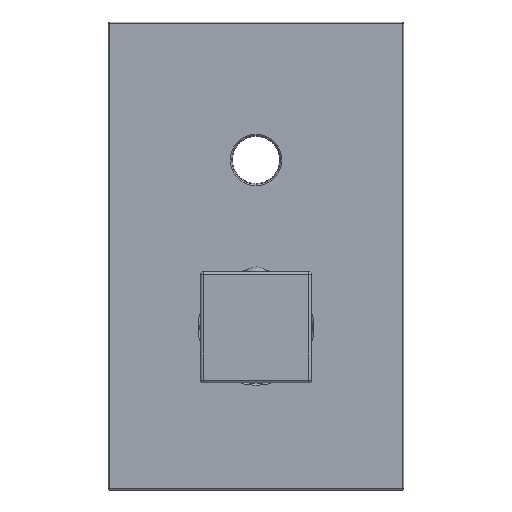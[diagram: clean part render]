
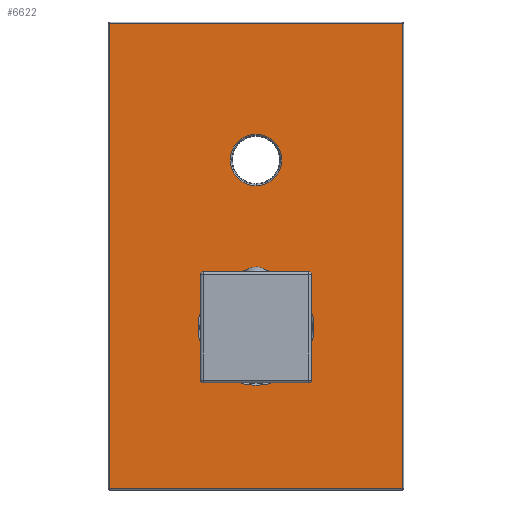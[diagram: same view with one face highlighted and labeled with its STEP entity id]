
A CAD part, top view. The second image highlights one B-rep face of the part: STEP entity #6622.
In plain terms, the highlighted planar face has unit normal (0, 0, 1).
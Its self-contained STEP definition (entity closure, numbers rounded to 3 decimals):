
#5408=DIRECTION('',(-1.,0.,0.));
#5409=VECTOR('',#5408,119.);
#5410=CARTESIAN_POINT('',(59.5,123.5,-2.));
#5411=LINE('',#5410,#5409);
#5412=DIRECTION('',(0.,1.,0.));
#5413=VECTOR('',#5412,189.);
#5414=CARTESIAN_POINT('',(59.5,-65.5,-2.));
#5415=LINE('',#5414,#5413);
#5416=DIRECTION('',(1.,0.,0.));
#5417=VECTOR('',#5416,119.);
#5418=CARTESIAN_POINT('',(-59.5,-65.5,-2.));
#5419=LINE('',#5418,#5417);
#5420=DIRECTION('',(0.,-1.,0.));
#5421=VECTOR('',#5420,189.);
#5422=CARTESIAN_POINT('',(-59.5,123.5,-2.));
#5423=LINE('',#5422,#5421);
#5424=CARTESIAN_POINT('',(0.,0.,-2.));
#5425=DIRECTION('',(0.,0.,-1.));
#5426=DIRECTION('',(1.,0.,0.));
#5427=AXIS2_PLACEMENT_3D('',#5424,#5425,#5426);
#5429=CARTESIAN_POINT('',(0.,0.,-2.));
#5430=DIRECTION('',(0.,0.,-1.));
#5431=DIRECTION('',(-1.,0.,0.));
#5432=AXIS2_PLACEMENT_3D('',#5429,#5430,#5431);
#5434=CARTESIAN_POINT('',(0.,68.,-2.));
#5435=DIRECTION('',(0.,0.,-1.));
#5436=DIRECTION('',(-1.,0.,0.));
#5437=AXIS2_PLACEMENT_3D('',#5434,#5435,#5436);
#5439=CARTESIAN_POINT('',(0.,68.,-2.));
#5440=DIRECTION('',(0.,0.,-1.));
#5441=DIRECTION('',(1.,0.,0.));
#5442=AXIS2_PLACEMENT_3D('',#5439,#5440,#5441);
#6239=CARTESIAN_POINT('',(59.5,123.5,-2.));
#6240=CARTESIAN_POINT('',(-59.5,123.5,-2.));
#6241=VERTEX_POINT('',#6239);
#6242=VERTEX_POINT('',#6240);
#6247=CARTESIAN_POINT('',(-59.5,-65.5,-2.));
#6248=VERTEX_POINT('',#6247);
#6253=CARTESIAN_POINT('',(59.5,-65.5,-2.));
#6254=VERTEX_POINT('',#6253);
#6259=CARTESIAN_POINT('',(23.5,0.,-2.));
#6260=CARTESIAN_POINT('',(-23.5,0.,-2.));
#6261=VERTEX_POINT('',#6259);
#6262=VERTEX_POINT('',#6260);
#6267=CARTESIAN_POINT('',(-10.5,68.,-2.));
#6268=CARTESIAN_POINT('',(10.5,68.,-2.));
#6269=VERTEX_POINT('',#6267);
#6270=VERTEX_POINT('',#6268);
#6596=CARTESIAN_POINT('',(0.,29.,-2.));
#6597=DIRECTION('',(0.,0.,1.));
#6598=DIRECTION('',(1.,0.,0.));
#6599=AXIS2_PLACEMENT_3D('',#6596,#6597,#6598);
#6600=PLANE('',#6599);
#6602=ORIENTED_EDGE('',*,*,#6601,.F.);
#6604=ORIENTED_EDGE('',*,*,#6603,.F.);
#6606=ORIENTED_EDGE('',*,*,#6605,.F.);
#6608=ORIENTED_EDGE('',*,*,#6607,.F.);
#6609=EDGE_LOOP('',(#6602,#6604,#6606,#6608));
#6610=FACE_OUTER_BOUND('',#6609,.F.);
#6612=ORIENTED_EDGE('',*,*,#6611,.F.);
#6614=ORIENTED_EDGE('',*,*,#6613,.F.);
#6615=EDGE_LOOP('',(#6612,#6614));
#6616=FACE_BOUND('',#6615,.F.);
#6618=ORIENTED_EDGE('',*,*,#6617,.F.);
#6619=ORIENTED_EDGE('',*,*,#6579,.F.);
#6620=EDGE_LOOP('',(#6618,#6619));
#6621=FACE_BOUND('',#6620,.F.);
#6622=ADVANCED_FACE('',(#6610,#6616,#6621),#6600,.T.);
#5428=CIRCLE('',#5427,23.5);
#5433=CIRCLE('',#5432,23.5);
#5438=CIRCLE('',#5437,10.5);
#5443=CIRCLE('',#5442,10.5);
#6579=EDGE_CURVE('',#6270,#6269,#5443,.T.);
#6601=EDGE_CURVE('',#6241,#6242,#5411,.T.);
#6603=EDGE_CURVE('',#6254,#6241,#5415,.T.);
#6605=EDGE_CURVE('',#6248,#6254,#5419,.T.);
#6607=EDGE_CURVE('',#6242,#6248,#5423,.T.);
#6611=EDGE_CURVE('',#6261,#6262,#5428,.T.);
#6613=EDGE_CURVE('',#6262,#6261,#5433,.T.);
#6617=EDGE_CURVE('',#6269,#6270,#5438,.T.);
